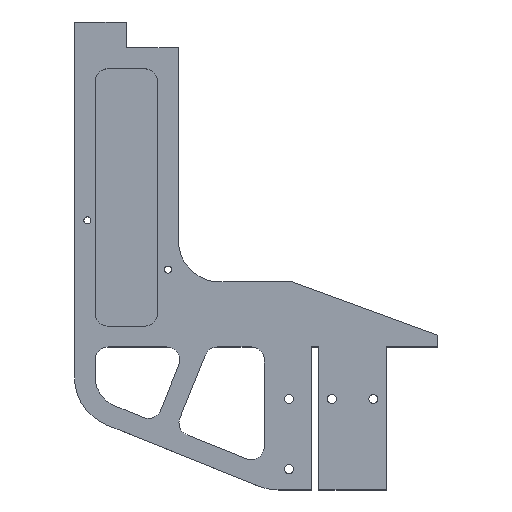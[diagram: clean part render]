
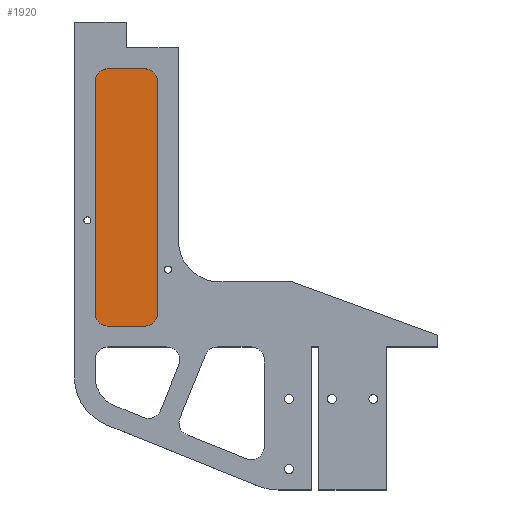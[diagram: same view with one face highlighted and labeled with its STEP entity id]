
A CAD part, top view. The second image highlights one B-rep face of the part: STEP entity #1920.
In plain terms, the highlighted planar face has unit normal (0, 0, 1).
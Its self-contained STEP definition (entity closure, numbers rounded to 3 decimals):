
#17 = DIRECTION ( 'NONE',  ( 0., 0., -1. ) ) ;
#48 = CARTESIAN_POINT ( 'NONE',  ( 0., 0., 94. ) ) ;
#99 = DIRECTION ( 'NONE',  ( -1., 0., 0. ) ) ;
#114 = DIRECTION ( 'NONE',  ( 0., -1., 0. ) ) ;
#194 = VECTOR ( 'NONE', #897, 1000. ) ;
#228 = ORIENTED_EDGE ( 'NONE', *, *, #1013, .F. ) ;
#271 = ORIENTED_EDGE ( 'NONE', *, *, #428, .F. ) ;
#294 = DIRECTION ( 'NONE',  ( 0., 0., -1. ) ) ;
#310 = CIRCLE ( 'NONE', #1790, 5. ) ;
#321 = EDGE_CURVE ( 'NONE', #699, #1383, #2008, .T. ) ;
#356 = DIRECTION ( 'NONE',  ( -1., 0., 0. ) ) ;
#395 = CIRCLE ( 'NONE', #1713, 5. ) ;
#425 = DIRECTION ( 'NONE',  ( -1., 0., 0. ) ) ;
#426 = ORIENTED_EDGE ( 'NONE', *, *, #1701, .F. ) ;
#428 = EDGE_CURVE ( 'NONE', #1765, #1911, #310, .T. ) ;
#429 = DIRECTION ( 'NONE',  ( 0., 0., -1. ) ) ;
#469 = VECTOR ( 'NONE', #998, 1000. ) ;
#471 = EDGE_CURVE ( 'NONE', #715, #1969, #2096, .T. ) ;
#506 = CARTESIAN_POINT ( 'NONE',  ( -87.352, 382., 94. ) ) ;
#553 = CARTESIAN_POINT ( 'NONE',  ( -92.352, 387., 94. ) ) ;
#606 = DIRECTION ( 'NONE',  ( 0., 0., -1. ) ) ;
#677 = ORIENTED_EDGE ( 'NONE', *, *, #1237, .F. ) ;
#699 = VERTEX_POINT ( 'NONE', #1583 ) ;
#715 = VERTEX_POINT ( 'NONE', #506 ) ;
#722 = AXIS2_PLACEMENT_3D ( 'NONE', #1722, #17, #1356 ) ;
#788 = ORIENTED_EDGE ( 'NONE', *, *, #471, .F. ) ;
#897 = DIRECTION ( 'NONE',  ( 1., 0., 0. ) ) ;
#924 = CARTESIAN_POINT ( 'NONE',  ( -106.352, 382., 94. ) ) ;
#935 = ORIENTED_EDGE ( 'NONE', *, *, #1047, .F. ) ;
#957 = CARTESIAN_POINT ( 'NONE',  ( -92.352, 288., 94. ) ) ;
#998 = DIRECTION ( 'NONE',  ( -1., 0., 0. ) ) ;
#1000 = AXIS2_PLACEMENT_3D ( 'NONE', #1799, #606, #425 ) ;
#1006 = CARTESIAN_POINT ( 'NONE',  ( -87.352, 288., 94. ) ) ;
#1013 = EDGE_CURVE ( 'NONE', #1911, #1189, #1494, .T. ) ;
#1047 = EDGE_CURVE ( 'NONE', #1189, #699, #395, .T. ) ;
#1063 = LINE ( 'NONE', #1006, #469 ) ;
#1068 = CARTESIAN_POINT ( 'NONE',  ( -111.352, 387., 94. ) ) ;
#1169 = AXIS2_PLACEMENT_3D ( 'NONE', #48, #1913, #356 ) ;
#1174 = VECTOR ( 'NONE', #1967, 1000. ) ;
#1189 = VERTEX_POINT ( 'NONE', #1340 ) ;
#1237 = EDGE_CURVE ( 'NONE', #1969, #1625, #1519, .T. ) ;
#1246 = ORIENTED_EDGE ( 'NONE', *, *, #1251, .F. ) ;
#1251 = EDGE_CURVE ( 'NONE', #1625, #1765, #1063, .T. ) ;
#1340 = CARTESIAN_POINT ( 'NONE',  ( -111.352, 382., 94. ) ) ;
#1356 = DIRECTION ( 'NONE',  ( -1., 0., 0. ) ) ;
#1383 = VERTEX_POINT ( 'NONE', #553 ) ;
#1386 = PLANE ( 'NONE',  #1169 ) ;
#1438 = CIRCLE ( 'NONE', #1000, 5. ) ;
#1478 = DIRECTION ( 'NONE',  ( -1., 0., 0. ) ) ;
#1494 = LINE ( 'NONE', #1626, #1174 ) ;
#1498 = CARTESIAN_POINT ( 'NONE',  ( -87.352, 387., 94. ) ) ;
#1519 = CIRCLE ( 'NONE', #722, 5. ) ;
#1583 = CARTESIAN_POINT ( 'NONE',  ( -106.352, 387., 94. ) ) ;
#1625 = VERTEX_POINT ( 'NONE', #957 ) ;
#1626 = CARTESIAN_POINT ( 'NONE',  ( -111.352, 288., 94. ) ) ;
#1701 = EDGE_CURVE ( 'NONE', #1383, #715, #1438, .T. ) ;
#1713 = AXIS2_PLACEMENT_3D ( 'NONE', #924, #429, #99 ) ;
#1722 = CARTESIAN_POINT ( 'NONE',  ( -92.352, 293., 94. ) ) ;
#1765 = VERTEX_POINT ( 'NONE', #2196 ) ;
#1790 = AXIS2_PLACEMENT_3D ( 'NONE', #2158, #294, #1478 ) ;
#1799 = CARTESIAN_POINT ( 'NONE',  ( -92.352, 382., 94. ) ) ;
#1911 = VERTEX_POINT ( 'NONE', #2031 ) ;
#1913 = DIRECTION ( 'NONE',  ( 0., 0., 1. ) ) ;
#1920 = ADVANCED_FACE ( 'NONE', ( #2181 ), #1386, .T. ) ;
#1926 = ORIENTED_EDGE ( 'NONE', *, *, #321, .F. ) ;
#1967 = DIRECTION ( 'NONE',  ( 0., 1., 0. ) ) ;
#1969 = VERTEX_POINT ( 'NONE', #2091 ) ;
#2008 = LINE ( 'NONE', #1068, #194 ) ;
#2019 = EDGE_LOOP ( 'NONE', ( #1926, #935, #228, #271, #1246, #677, #788, #426 ) ) ;
#2031 = CARTESIAN_POINT ( 'NONE',  ( -111.352, 293., 94. ) ) ;
#2033 = VECTOR ( 'NONE', #114, 1000. ) ;
#2091 = CARTESIAN_POINT ( 'NONE',  ( -87.352, 293., 94. ) ) ;
#2096 = LINE ( 'NONE', #1498, #2033 ) ;
#2158 = CARTESIAN_POINT ( 'NONE',  ( -106.352, 293., 94. ) ) ;
#2181 = FACE_OUTER_BOUND ( 'NONE', #2019, .T. ) ;
#2196 = CARTESIAN_POINT ( 'NONE',  ( -106.352, 288., 94. ) ) ;
